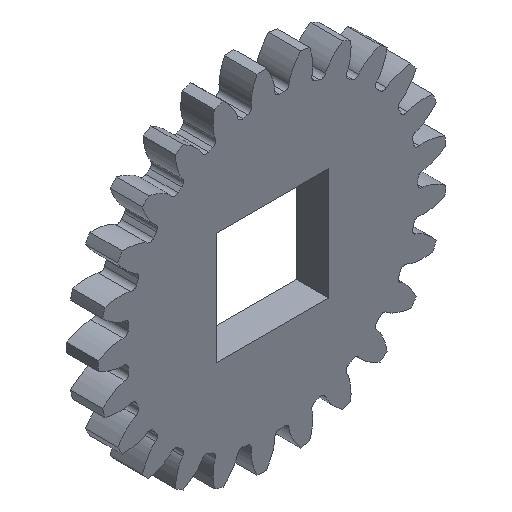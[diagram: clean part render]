
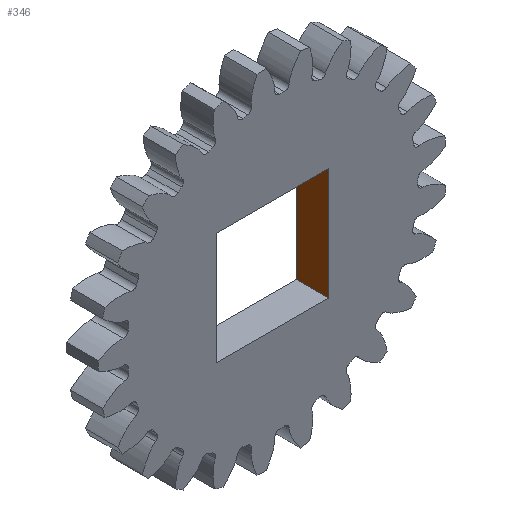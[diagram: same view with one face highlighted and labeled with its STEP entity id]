
A CAD part, isometric view. The second image highlights one B-rep face of the part: STEP entity #346.
In plain terms, the highlighted planar face has unit normal (-1, 0, 0).
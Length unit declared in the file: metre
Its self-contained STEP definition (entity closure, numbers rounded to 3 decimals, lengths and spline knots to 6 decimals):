
#346 = ADVANCED_FACE( '', ( #760 ), #761, .F. );
#760 = FACE_OUTER_BOUND( '', #1263, .T. );
#761 = PLANE( '', #1264 );
#1263 = EDGE_LOOP( '', ( #2809, #2810, #2811, #2812 ) );
#1264 = AXIS2_PLACEMENT_3D( '', #2813, #2814, #2815 );
#2809 = ORIENTED_EDGE( '', *, *, #4218, .T. );
#2810 = ORIENTED_EDGE( '', *, *, #4084, .T. );
#2811 = ORIENTED_EDGE( '', *, *, #4080, .F. );
#2812 = ORIENTED_EDGE( '', *, *, #3741, .F. );
#2813 = CARTESIAN_POINT( '', ( 0.00695, 0.058826, 0. ) );
#2814 = DIRECTION( '', ( 1., 0., 0. ) );
#2815 = DIRECTION( '', ( 0., 0., -1. ) );
#3741 = EDGE_CURVE( '', #4386, #4388, #4389, .T. );
#4080 = EDGE_CURVE( '', #4388, #4950, #4951, .T. );
#4084 = EDGE_CURVE( '', #4954, #4950, #4956, .T. );
#4218 = EDGE_CURVE( '', #4386, #4954, #5144, .T. );
#4386 = VERTEX_POINT( '', #5356 );
#4388 = VERTEX_POINT( '', #5359 );
#4389 = LINE( '', #5360, #5361 );
#4950 = VERTEX_POINT( '', #6987 );
#4951 = LINE( '', #6988, #6989 );
#4954 = VERTEX_POINT( '', #6993 );
#4956 = LINE( '', #6996, #6997 );
#5144 = LINE( '', #7600, #7601 );
#5356 = CARTESIAN_POINT( '', ( 0.00695, 0., -0.00695 ) );
#5359 = CARTESIAN_POINT( '', ( 0.00695, 0., 0.00695 ) );
#5360 = CARTESIAN_POINT( '', ( 0.00695, 0., 0. ) );
#5361 = VECTOR( '', #7783, 1. );
#6987 = CARTESIAN_POINT( '', ( 0.00695, -0.004, 0.00695 ) );
#6988 = CARTESIAN_POINT( '', ( 0.00695, 0.058826, 0.00695 ) );
#6989 = VECTOR( '', #8253, 1. );
#6993 = CARTESIAN_POINT( '', ( 0.00695, -0.004, -0.00695 ) );
#6996 = CARTESIAN_POINT( '', ( 0.00695, -0.004, 0. ) );
#6997 = VECTOR( '', #8256, 1. );
#7600 = CARTESIAN_POINT( '', ( 0.00695, 0.058826, -0.00695 ) );
#7601 = VECTOR( '', #8466, 1. );
#7783 = DIRECTION( '', ( 0., 0., 1. ) );
#8253 = DIRECTION( '', ( 0., -1., 0. ) );
#8256 = DIRECTION( '', ( 0., 0., 1. ) );
#8466 = DIRECTION( '', ( 0., -1., 0. ) );
